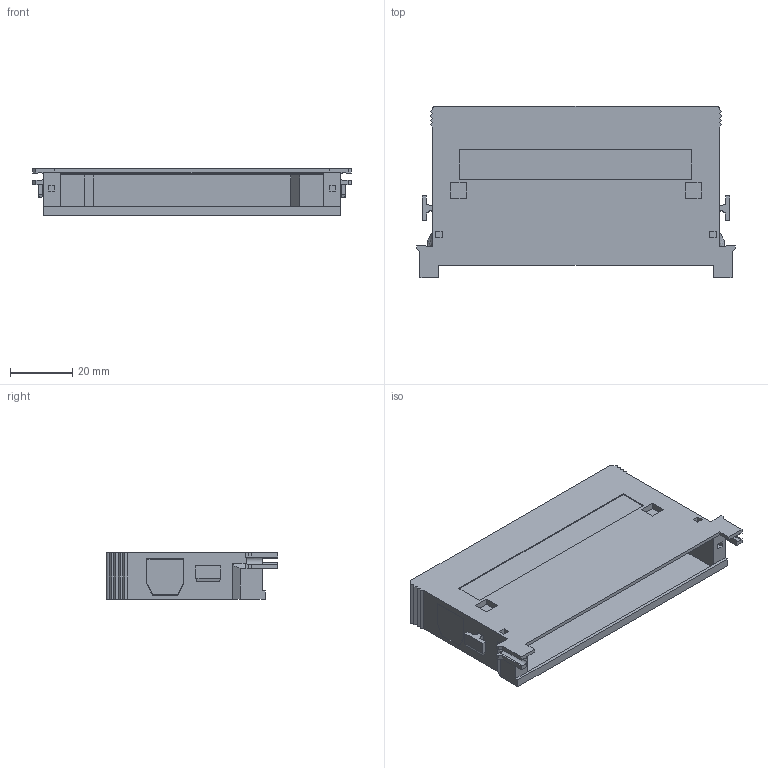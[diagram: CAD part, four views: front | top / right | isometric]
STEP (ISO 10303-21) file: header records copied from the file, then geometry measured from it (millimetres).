
FILE_DESCRIPTION(/* description */ (''),/* implementation_level */ '2;1');
FILE_NAME(/* name */ '100083535ugm000_b.stp',/* time_stamp */ '2015-06-25T09:34:05+02:00',/* author */ (''),/* organization */ (''),/* preprocessor_version */ 'ST-DEVELOPER v15',/* originating_system */ 'SIEMENS PLM Software NX 8.5',/* authorisation */ '');
FILE_SCHEMA (('AUTOMOTIVE_DESIGN { 1 0 10303 214 3 1 1 1 }'));
Length unit declared in the file: millimetre
Products named in the file (1): 100083535ugm000_b
Bounding box: 102.05 x 55 x 15 mm (x, y, z)
Volume: 30965.9 mm3; surface area: 22837.5 mm2
Topology: 1 solids, 1 shells, 213 faces, 558 edges, 371 vertices
Faces by surface type: plane 190, cylinder 18, bspline 5
Full cylindrical faces by diameter (mm): 5.5 x3, 5.55 x3
Entity records: 6770 total; most frequent: CARTESIAN_POINT 1396, ORIENTED_EDGE 1092, DIRECTION 965, EDGE_CURVE 546, LINE 479, VECTOR 479, VERTEX_POINT 367, AXIS2_PLACEMENT_3D 243
